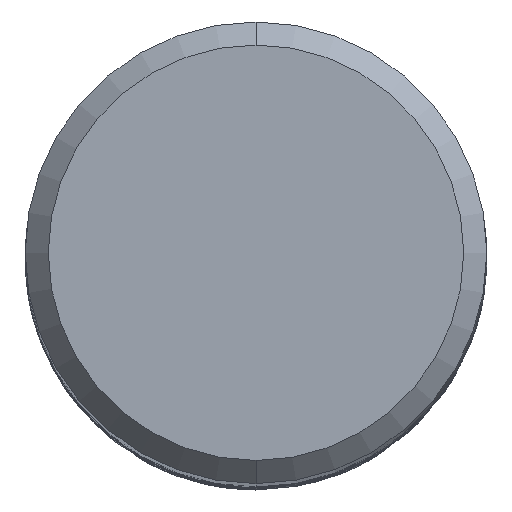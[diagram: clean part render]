
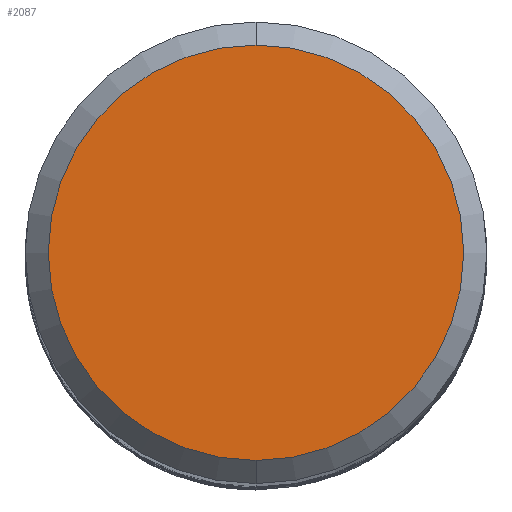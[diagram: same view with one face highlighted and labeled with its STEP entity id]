
A CAD part, top view. The second image highlights one B-rep face of the part: STEP entity #2087.
In plain terms, the highlighted planar face has unit normal (0, 0, 1).
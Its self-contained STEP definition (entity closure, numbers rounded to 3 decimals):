
#1857=VERTEX_POINT('',#4375);
#2087=ADVANCED_FACE('',(#4631),#4632,.T.);
#2237=VERTEX_POINT('',#4792);
#2639=EDGE_CURVE('',#1857,#2237,#5233,.T.);
#2979=EDGE_CURVE('',#2237,#1857,#5603,.T.);
#4375=CARTESIAN_POINT('',(0.,-5.4,0.0));
#4631=FACE_OUTER_BOUND('',#17898,.T.);
#4632=PLANE('',#17899);
#4792=CARTESIAN_POINT('',(0.0,5.4,0.0));
#5233=CIRCLE('',#27655,5.4);
#5603=CIRCLE('',#32298,5.4);
#17898=EDGE_LOOP('',(#41325,#41326));
#17899=AXIS2_PLACEMENT_3D('',#41327,#41328,#41329);
#27655=AXIS2_PLACEMENT_3D('',#41945,#41946,#41947);
#32298=AXIS2_PLACEMENT_3D('',#42335,#42336,#42337);
#41325=ORIENTED_EDGE('',*,*,#2979,.F.);
#41326=ORIENTED_EDGE('',*,*,#2639,.F.);
#41327=CARTESIAN_POINT('',(0.0,2.7,0.0));
#41328=DIRECTION('',(-0.0,0.0,1.0));
#41329=DIRECTION('',(0.0,-1.0,0.0));
#41945=CARTESIAN_POINT('',(0.0,0.0,0.0));
#41946=DIRECTION('',(0.0,0.0,-1.0));
#41947=DIRECTION('',(0.0,1.0,0.0));
#42335=CARTESIAN_POINT('',(0.0,0.0,0.0));
#42336=DIRECTION('',(0.0,0.0,-1.0));
#42337=DIRECTION('',(0.0,1.0,0.0));
